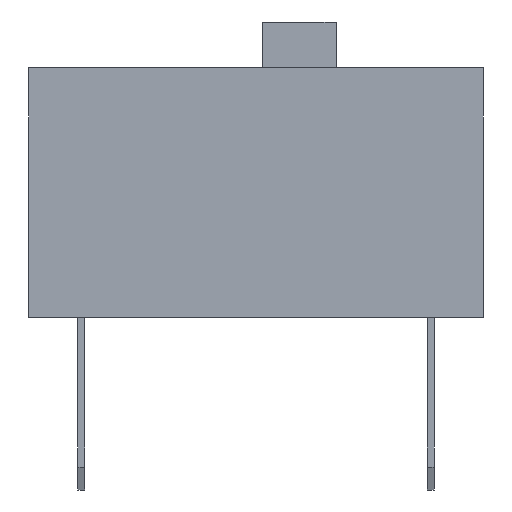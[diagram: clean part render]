
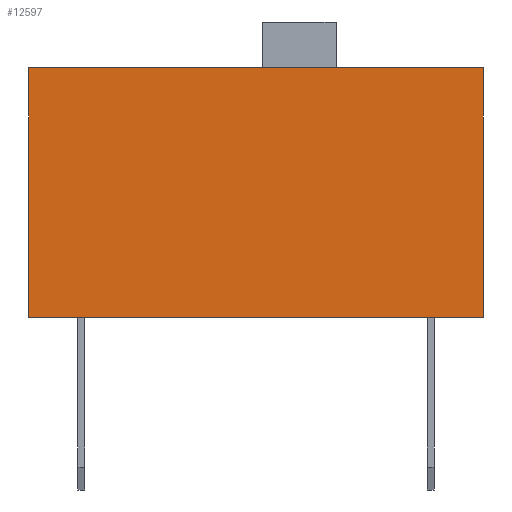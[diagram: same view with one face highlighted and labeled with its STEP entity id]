
A CAD part, left-side view. The second image highlights one B-rep face of the part: STEP entity #12597.
In plain terms, the highlighted planar face has unit normal (-1, 0, 0).
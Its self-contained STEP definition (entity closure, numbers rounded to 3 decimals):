
#6554=CARTESIAN_POINT('',(-10.84,4.95,2.72));
#6555=VERTEX_POINT('',#6554);
#6562=CARTESIAN_POINT('',(-10.84,-4.95,2.72));
#6563=VERTEX_POINT('',#6562);
#6564=CARTESIAN_POINT('',(-10.84,4.95,2.72));
#6565=DIRECTION('',(0.0,-1.0,0.0));
#6566=VECTOR('',#6565,9.9);
#6567=LINE('',#6564,#6566);
#6568=EDGE_CURVE('',#6555,#6563,#6567,.T.);
#12567=CARTESIAN_POINT('',(-10.84,0.,0.));
#12568=DIRECTION('',(1.0,0.0,0.0));
#12569=DIRECTION('',(0.0,0.0,-1.0));
#12570=AXIS2_PLACEMENT_3D('',#12567,#12568,#12569);
#12571=PLANE('',#12570);
#12572=CARTESIAN_POINT('',(-10.84,-4.95,-2.72));
#12573=VERTEX_POINT('',#12572);
#12574=CARTESIAN_POINT('',(-10.84,-4.95,2.72));
#12575=DIRECTION('',(0.0,0.0,-1.0));
#12576=VECTOR('',#12575,5.44);
#12577=LINE('',#12574,#12576);
#12578=EDGE_CURVE('',#6563,#12573,#12577,.T.);
#12579=ORIENTED_EDGE('',*,*,#12578,.F.);
#12580=ORIENTED_EDGE('',*,*,#6568,.F.);
#12581=CARTESIAN_POINT('',(-10.84,4.95,-2.72));
#12582=VERTEX_POINT('',#12581);
#12583=CARTESIAN_POINT('',(-10.84,4.95,-2.72));
#12584=DIRECTION('',(0.0,0.0,1.0));
#12585=VECTOR('',#12584,5.44);
#12586=LINE('',#12583,#12585);
#12587=EDGE_CURVE('',#12582,#6555,#12586,.T.);
#12588=ORIENTED_EDGE('',*,*,#12587,.F.);
#12589=CARTESIAN_POINT('',(-10.84,-4.95,-2.72));
#12590=DIRECTION('',(0.0,1.0,0.0));
#12591=VECTOR('',#12590,9.9);
#12592=LINE('',#12589,#12591);
#12593=EDGE_CURVE('',#12573,#12582,#12592,.T.);
#12594=ORIENTED_EDGE('',*,*,#12593,.F.);
#12595=EDGE_LOOP('',(#12579,#12580,#12588,#12594));
#12596=FACE_OUTER_BOUND('',#12595,.T.);
#12597=ADVANCED_FACE('',(#12596),#12571,.F.);
